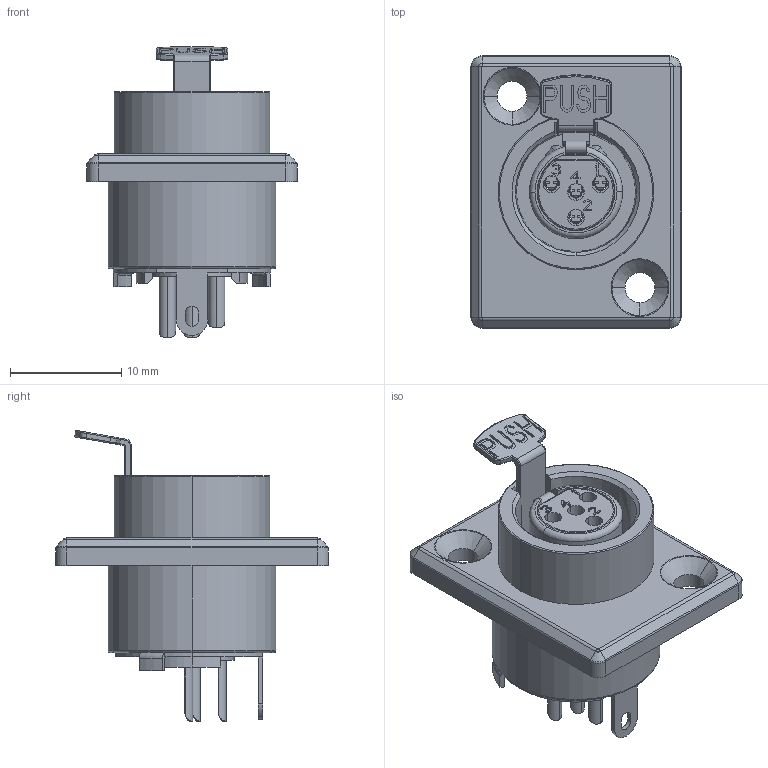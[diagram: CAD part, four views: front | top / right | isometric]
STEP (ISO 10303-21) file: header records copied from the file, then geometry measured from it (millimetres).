
FILE_DESCRIPTION (( 'STEP AP203' ), '1' );
FILE_NAME ('IO-TXLR4-F-JLX.stp', '2024-03-20T16:13:29', ( '' ), ( '' ), 'SwSTEP 2.0', 'SolidWorks 2018', '' );
FILE_SCHEMA (( 'CONFIG_CONTROL_DESIGN' ));
Length unit declared in the file: millimetre
Products named in the file (1): IO-TXLR4-F-JLX
Bounding box: 18.9 x 24.5 x 26.17 mm (x, y, z)
Volume: 2750.9 mm3; surface area: 4854.8 mm2
Topology: 11 solids, 11 shells, 1050 faces, 2682 edges, 1666 vertices
Faces by surface type: plane 700, cylinder 193, bspline 80, torus 54, cone 23
Entity records: 34939 total; most frequent: CARTESIAN_POINT 9650, ORIENTED_EDGE 5364, DIRECTION 5057, EDGE_CURVE 2682, VECTOR 1881, LINE 1881, VERTEX_POINT 1666, AXIS2_PLACEMENT_3D 1588
